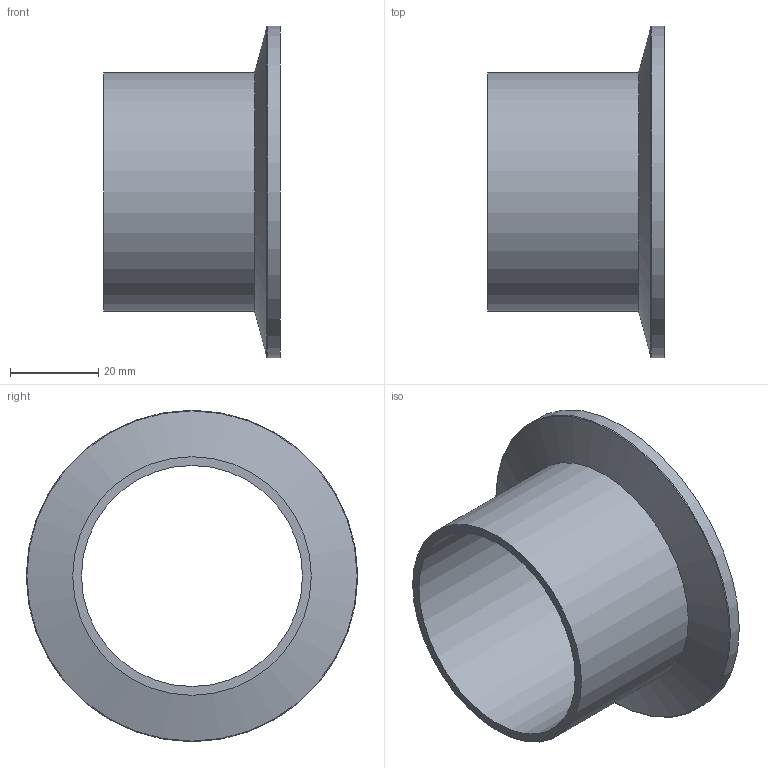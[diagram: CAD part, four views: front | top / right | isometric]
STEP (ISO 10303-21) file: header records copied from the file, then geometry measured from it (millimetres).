
FILE_DESCRIPTION (( 'STEP AP214' ), '1' );
FILE_NAME ('BT1KF505440FULLVAC.STEP', '2025-07-03T07:54:54', ( '' ), ( '' ), 'SwSTEP 2.0', 'SolidWorks 2017', '' );
FILE_SCHEMA (( 'AUTOMOTIVE_DESIGN' ));
Length unit declared in the file: millimetre
Products named in the file (1): BT1KF505440FULLVAC
Bounding box: 40 x 75 x 75 mm (x, y, z)
Volume: 21833 mm3; surface area: 17780.4 mm2
Topology: 1 solids, 1 shells, 9 faces, 16 edges, 10 vertices
Faces by surface type: cylinder 4, plane 3, cone 1, torus 1
Full cylindrical faces by diameter (mm): 50 x1, 52.2 x1, 54 x1, 75 x1
Entity records: 222 total; most frequent: DIRECTION 38, CARTESIAN_POINT 28, AXIS2_PLACEMENT_3D 19, ORIENTED_EDGE 18, EDGE_LOOP 18, FACE_OUTER_BOUND 14, CIRCLE 9, EDGE_CURVE 9
